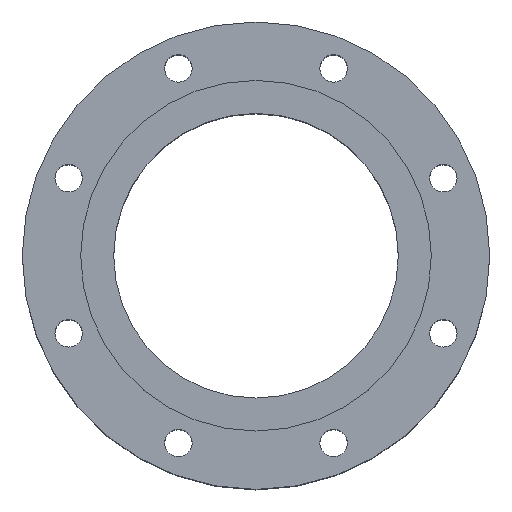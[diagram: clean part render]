
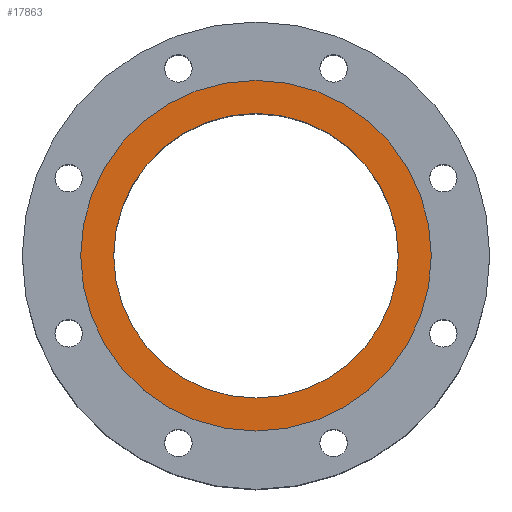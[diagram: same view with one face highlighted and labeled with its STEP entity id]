
A CAD part, top view. The second image highlights one B-rep face of the part: STEP entity #17863.
In plain terms, the highlighted planar face has unit normal (0, 0, 1).
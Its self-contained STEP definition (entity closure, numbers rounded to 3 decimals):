
#438 = AXIS2_PLACEMENT_3D ( 'NONE', #2305, #2579, #26962 ) ;
#558 = EDGE_LOOP ( 'NONE', ( #9552, #1706 ) ) ;
#932 = EDGE_LOOP ( 'NONE', ( #24771, #6224 ) ) ;
#1071 = EDGE_CURVE ( 'NONE', #18371, #15846, #7527, .T. ) ;
#1706 = ORIENTED_EDGE ( 'NONE', *, *, #20311, .F. ) ;
#2305 = CARTESIAN_POINT ( 'NONE',  ( 0., 0., 0. ) ) ;
#2579 = DIRECTION ( 'NONE',  ( 0., 0., 1. ) ) ;
#4374 = EDGE_CURVE ( 'NONE', #15846, #18371, #15310, .T. ) ;
#4971 = AXIS2_PLACEMENT_3D ( 'NONE', #6907, #15832, #17831 ) ;
#5569 = DIRECTION ( 'NONE',  ( 0., 0., -1. ) ) ;
#6224 = ORIENTED_EDGE ( 'NONE', *, *, #1071, .T. ) ;
#6907 = CARTESIAN_POINT ( 'NONE',  ( 0., 0., 0. ) ) ;
#7297 = DIRECTION ( 'NONE',  ( 1., 0., 0. ) ) ;
#7527 = CIRCLE ( 'NONE', #13810, 127.5 ) ;
#9221 = EDGE_CURVE ( 'NONE', #14637, #21050, #17198, .T. ) ;
#9552 = ORIENTED_EDGE ( 'NONE', *, *, #9221, .F. ) ;
#11353 = AXIS2_PLACEMENT_3D ( 'NONE', #26986, #5569, #22737 ) ;
#12521 = CARTESIAN_POINT ( 'NONE',  ( 127.5, 0., 0. ) ) ;
#13810 = AXIS2_PLACEMENT_3D ( 'NONE', #27736, #16950, #25607 ) ;
#14084 = PLANE ( 'NONE',  #11353 ) ;
#14637 = VERTEX_POINT ( 'NONE', #22035 ) ;
#15310 = CIRCLE ( 'NONE', #21209, 127.5 ) ;
#15408 = CARTESIAN_POINT ( 'NONE',  ( -103.5, 0., 0. ) ) ;
#15832 = DIRECTION ( 'NONE',  ( 0., 0., 1. ) ) ;
#15846 = VERTEX_POINT ( 'NONE', #12521 ) ;
#16950 = DIRECTION ( 'NONE',  ( 0., 0., 1. ) ) ;
#17198 = CIRCLE ( 'NONE', #4971, 103.5 ) ;
#17831 = DIRECTION ( 'NONE',  ( 1., 0., 0. ) ) ;
#17863 = ADVANCED_FACE ( 'NONE', ( #25261, #21017 ), #14084, .F. ) ;
#18371 = VERTEX_POINT ( 'NONE', #21483 ) ;
#20311 = EDGE_CURVE ( 'NONE', #21050, #14637, #21251, .T. ) ;
#21017 = FACE_OUTER_BOUND ( 'NONE', #932, .T. ) ;
#21050 = VERTEX_POINT ( 'NONE', #15408 ) ;
#21209 = AXIS2_PLACEMENT_3D ( 'NONE', #24322, #22620, #7297 ) ;
#21251 = CIRCLE ( 'NONE', #438, 103.5 ) ;
#21483 = CARTESIAN_POINT ( 'NONE',  ( -127.5, 0., 0. ) ) ;
#22035 = CARTESIAN_POINT ( 'NONE',  ( 103.5, 0., 0. ) ) ;
#22620 = DIRECTION ( 'NONE',  ( 0., 0., 1. ) ) ;
#22737 = DIRECTION ( 'NONE',  ( -1., 0., 0. ) ) ;
#24322 = CARTESIAN_POINT ( 'NONE',  ( 0., 0., 0. ) ) ;
#24771 = ORIENTED_EDGE ( 'NONE', *, *, #4374, .T. ) ;
#25261 = FACE_BOUND ( 'NONE', #558, .T. ) ;
#25607 = DIRECTION ( 'NONE',  ( 1., 0., 0. ) ) ;
#26962 = DIRECTION ( 'NONE',  ( 1., 0., 0. ) ) ;
#26986 = CARTESIAN_POINT ( 'NONE',  ( 0., 127.5, 0. ) ) ;
#27736 = CARTESIAN_POINT ( 'NONE',  ( 0., 0., 0. ) ) ;
